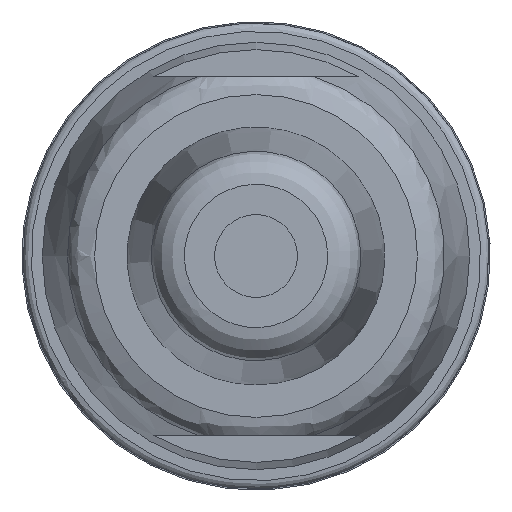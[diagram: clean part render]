
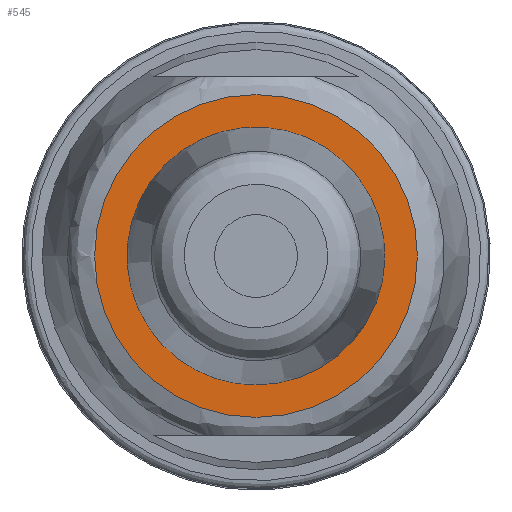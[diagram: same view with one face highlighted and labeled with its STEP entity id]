
A CAD part, front view. The second image highlights one B-rep face of the part: STEP entity #545.
In plain terms, the highlighted planar face has unit normal (0, -1, 0).
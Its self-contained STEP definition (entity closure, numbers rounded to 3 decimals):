
#240=FACE_BOUND('',#865,.T.);
#241=FACE_BOUND('',#866,.T.);
#366=CIRCLE('',#2618,4.678);
#367=CIRCLE('',#2621,5.853);
#545=ADVANCED_FACE('',(#240,#241),#642,.T.);
#642=PLANE('',#2622);
#865=EDGE_LOOP('',(#1418));
#866=EDGE_LOOP('',(#1419));
#1418=ORIENTED_EDGE('',*,*,#2051,.F.);
#1419=ORIENTED_EDGE('',*,*,#2052,.F.);
#1747=VERTEX_POINT('',#4044);
#1748=VERTEX_POINT('',#4048);
#2051=EDGE_CURVE('',#1747,#1747,#366,.T.);
#2052=EDGE_CURVE('',#1748,#1748,#367,.T.);
#2618=AXIS2_PLACEMENT_3D('',#4043,#3147,#3148);
#2621=AXIS2_PLACEMENT_3D('',#4047,#3153,#3154);
#2622=AXIS2_PLACEMENT_3D('',#4049,#3155,#3156);
#3147=DIRECTION('',(0.,-1.,0.));
#3148=DIRECTION('',(0.,0.,-1.));
#3153=DIRECTION('',(0.,1.,0.));
#3154=DIRECTION('',(-1.,0.,0.));
#3155=DIRECTION('',(0.,-1.,0.));
#3156=DIRECTION('',(-1.,0.,0.));
#4043=CARTESIAN_POINT('',(21.985,-55.865,0.));
#4044=CARTESIAN_POINT('',(21.985,-55.865,-4.678));
#4047=CARTESIAN_POINT('',(21.985,-55.865,0.));
#4048=CARTESIAN_POINT('',(16.132,-55.865,0.));
#4049=CARTESIAN_POINT('',(28.423,-55.865,6.438));
